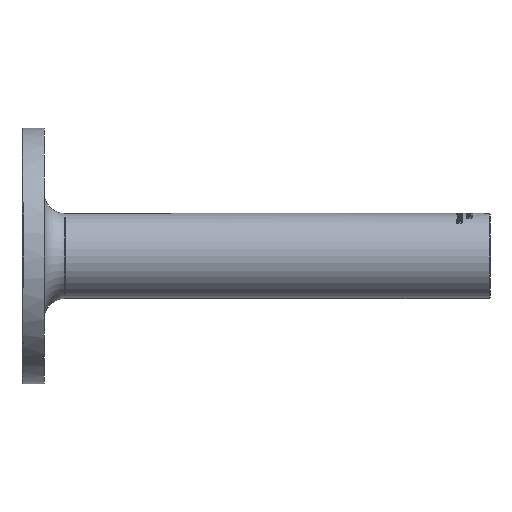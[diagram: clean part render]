
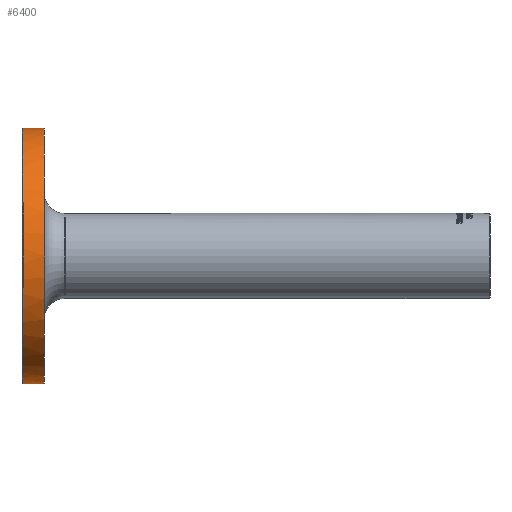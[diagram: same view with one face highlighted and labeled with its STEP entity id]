
A CAD part, front view. The second image highlights one B-rep face of the part: STEP entity #6400.
In plain terms, the highlighted cylindrical face has radius 19.05 mm (diameter 38.1 mm), a full revolution.
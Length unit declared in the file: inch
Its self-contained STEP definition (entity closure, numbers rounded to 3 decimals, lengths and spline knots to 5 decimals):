
#108=FACE_BOUND('',#1178,.T.);
#776=FACE_OUTER_BOUND('',#1177,.T.);
#1177=EDGE_LOOP('',(#5959,#5960));
#1178=EDGE_LOOP('',(#5961));
#1335=CIRCLE('',#6791,0.75);
#1336=CIRCLE('',#6793,0.75);
#2502=B_SPLINE_CURVE_WITH_KNOTS('',3,(#15315,#15316,#15317,#15318,#15319,
#15320,#15321,#15322,#15323,#15324,#15325,#15326,#15327,#15328,#15329,#15330,
#15331,#15332,#15333,#15334,#15335,#15336,#15337,#15338,#15339,#15340,#15341,
#15342,#15343,#15344,#15345,#15346,#15347,#15348,#15349,#15350,#15351,#15352,
#15353,#15354,#15355,#15356,#15357,#15358,#15359,#15360,#15361,#15362,#15363,
#15364,#15365,#15366,#15367,#15368,#15369,#15370,#15371,#15372,#15373,#15374,
#15375,#15376,#15377,#15378,#15379,#15380,#15381,#15382,#15383,#15384),
 .UNSPECIFIED.,.F.,.F.,(4,3,3,3,3,3,3,3,3,3,3,3,3,3,3,3,3,3,3,3,3,3,3,4),
(0.,0.47457,0.7461,0.94863,1.50018,
1.89778,2.12547,2.25625,2.84692,3.01988,
3.77338,3.79549,4.51855,4.74416,4.79666,
5.25587,5.69316,5.98475,6.64182,6.70338,
7.4078,7.58986,7.84501,8.23157),
 .UNSPECIFIED.);
#3134=VERTEX_POINT('',#14003);
#3135=VERTEX_POINT('',#15313);
#3136=VERTEX_POINT('',#15314);
#4076=EDGE_CURVE('',#3134,#3134,#1335,.T.);
#4077=EDGE_CURVE('',#3135,#3136,#2502,.T.);
#4083=EDGE_CURVE('',#3136,#3135,#1336,.T.);
#5959=ORIENTED_EDGE('',*,*,#4077,.T.);
#5960=ORIENTED_EDGE('',*,*,#4083,.T.);
#5961=ORIENTED_EDGE('',*,*,#4076,.F.);
#6013=CYLINDRICAL_SURFACE('',#6792,0.75);
#6400=ADVANCED_FACE('',(#776,#108),#6013,.T.);
#6791=AXIS2_PLACEMENT_3D('',#14004,#7988,#7989);
#6792=AXIS2_PLACEMENT_3D('',#16331,#7990,#7991);
#6793=AXIS2_PLACEMENT_3D('',#16332,#7992,#7993);
#7988=DIRECTION('center_axis',(1.,0.,0.));
#7989=DIRECTION('ref_axis',(0.,1.,0.));
#7990=DIRECTION('center_axis',(1.,0.,0.));
#7991=DIRECTION('ref_axis',(0.,1.,0.));
#7992=DIRECTION('center_axis',(1.,0.,0.));
#7993=DIRECTION('ref_axis',(0.,1.,0.));
#14003=CARTESIAN_POINT('',(0.13,0.75,0.));
#14004=CARTESIAN_POINT('Origin',(0.13,0.,0.));
#15313=CARTESIAN_POINT('',(0.,0.46762,0.58637));
#15314=CARTESIAN_POINT('',(0.,0.3554,-0.66045));
#15315=CARTESIAN_POINT('Ctrl Pts',(0.,0.46762,
0.58637));
#15316=CARTESIAN_POINT('Ctrl Pts',(0.00062,0.41893,
0.6252));
#15317=CARTESIAN_POINT('Ctrl Pts',(0.00114,0.36569,
0.65769));
#15318=CARTESIAN_POINT('Ctrl Pts',(0.0016,0.30921,
0.68327));
#15319=CARTESIAN_POINT('Ctrl Pts',(0.00186,0.27689,
0.6979));
#15320=CARTESIAN_POINT('Ctrl Pts',(0.0021,0.2435,
0.71027));
#15321=CARTESIAN_POINT('Ctrl Pts',(0.00233,0.20928,
0.72024));
#15322=CARTESIAN_POINT('Ctrl Pts',(0.0025,0.18376,
0.72767));
#15323=CARTESIAN_POINT('Ctrl Pts',(0.00266,0.15791,
0.73373));
#15324=CARTESIAN_POINT('Ctrl Pts',(0.00282,0.13185,
0.73837));
#15325=CARTESIAN_POINT('Ctrl Pts',(0.00324,0.06087,
0.75102));
#15326=CARTESIAN_POINT('Ctrl Pts',(0.0036,-0.01172,
0.75328));
#15327=CARTESIAN_POINT('Ctrl Pts',(0.00391,-0.08366,
0.74525));
#15328=CARTESIAN_POINT('Ctrl Pts',(0.00414,-0.13553,
0.73946));
#15329=CARTESIAN_POINT('Ctrl Pts',(0.00435,-0.18652,
0.72836));
#15330=CARTESIAN_POINT('Ctrl Pts',(0.00453,-0.23579,
0.71204));
#15331=CARTESIAN_POINT('Ctrl Pts',(0.00464,-0.26401,
0.7027));
#15332=CARTESIAN_POINT('Ctrl Pts',(0.00474,-0.29167,
0.69164));
#15333=CARTESIAN_POINT('Ctrl Pts',(0.00483,-0.31863,
0.67896));
#15334=CARTESIAN_POINT('Ctrl Pts',(0.00488,-0.33411,
0.67167));
#15335=CARTESIAN_POINT('Ctrl Pts',(0.00494,-0.34937,
0.66384));
#15336=CARTESIAN_POINT('Ctrl Pts',(0.00498,-0.36437,
0.65549));
#15337=CARTESIAN_POINT('Ctrl Pts',(0.00521,-0.43211,
0.61778));
#15338=CARTESIAN_POINT('Ctrl Pts',(0.00539,-0.49361,
0.57001));
#15339=CARTESIAN_POINT('Ctrl Pts',(0.00554,-0.5465,
0.51374));
#15340=CARTESIAN_POINT('Ctrl Pts',(0.00558,-0.56199,
0.49726));
#15341=CARTESIAN_POINT('Ctrl Pts',(0.00562,-0.57674,
0.48005));
#15342=CARTESIAN_POINT('Ctrl Pts',(0.00566,-0.59071,
0.46216));
#15343=CARTESIAN_POINT('Ctrl Pts',(0.00582,-0.65156,
0.38423));
#15344=CARTESIAN_POINT('Ctrl Pts',(0.00592,-0.69661,
0.29507));
#15345=CARTESIAN_POINT('Ctrl Pts',(0.00597,-0.72297,
0.19979));
#15346=CARTESIAN_POINT('Ctrl Pts',(0.00597,-0.72374,
0.197));
#15347=CARTESIAN_POINT('Ctrl Pts',(0.00597,-0.7245,
0.1942));
#15348=CARTESIAN_POINT('Ctrl Pts',(0.00597,-0.72524,
0.19139));
#15349=CARTESIAN_POINT('Ctrl Pts',(0.00602,-0.74943,
0.09972));
#15350=CARTESIAN_POINT('Ctrl Pts',(0.00602,-0.75587,
0.00418));
#15351=CARTESIAN_POINT('Ctrl Pts',(0.00596,-0.74458,
-0.09004));
#15352=CARTESIAN_POINT('Ctrl Pts',(0.00594,-0.74105,
-0.11943));
#15353=CARTESIAN_POINT('Ctrl Pts',(0.00592,-0.7358,
-0.14854));
#15354=CARTESIAN_POINT('Ctrl Pts',(0.00589,-0.72884,
-0.17718));
#15355=CARTESIAN_POINT('Ctrl Pts',(0.00589,-0.72722,
-0.18385));
#15356=CARTESIAN_POINT('Ctrl Pts',(0.00588,-0.7255,
-0.19049));
#15357=CARTESIAN_POINT('Ctrl Pts',(0.00587,-0.7237,
-0.19711));
#15358=CARTESIAN_POINT('Ctrl Pts',(0.00581,-0.70791,
-0.25498));
#15359=CARTESIAN_POINT('Ctrl Pts',(0.00573,-0.68512,
-0.31087));
#15360=CARTESIAN_POINT('Ctrl Pts',(0.00563,-0.6559,
-0.36359));
#15361=CARTESIAN_POINT('Ctrl Pts',(0.00553,-0.62808,
-0.4138));
#15362=CARTESIAN_POINT('Ctrl Pts',(0.00541,-0.59474,
-0.46059));
#15363=CARTESIAN_POINT('Ctrl Pts',(0.00527,-0.55643,
-0.50296));
#15364=CARTESIAN_POINT('Ctrl Pts',(0.00518,-0.53089,
-0.53122));
#15365=CARTESIAN_POINT('Ctrl Pts',(0.00508,-0.50313,
-0.55751));
#15366=CARTESIAN_POINT('Ctrl Pts',(0.00497,-0.47343,
-0.58164));
#15367=CARTESIAN_POINT('Ctrl Pts',(0.00472,-0.4065,
-0.63602));
#15368=CARTESIAN_POINT('Ctrl Pts',(0.00442,-0.33084,
-0.67863));
#15369=CARTESIAN_POINT('Ctrl Pts',(0.00406,-0.24966,
-0.70728));
#15370=CARTESIAN_POINT('Ctrl Pts',(0.00402,-0.24206,
-0.70997));
#15371=CARTESIAN_POINT('Ctrl Pts',(0.00399,-0.2344,
-0.71253));
#15372=CARTESIAN_POINT('Ctrl Pts',(0.00395,-0.2267,
-0.71497));
#15373=CARTESIAN_POINT('Ctrl Pts',(0.00355,-0.13859,
-0.74285));
#15374=CARTESIAN_POINT('Ctrl Pts',(0.00309,-0.04601,
-0.75418));
#15375=CARTESIAN_POINT('Ctrl Pts',(0.00252,0.04626,
-0.74858));
#15376=CARTESIAN_POINT('Ctrl Pts',(0.00237,0.0701,
-0.74713));
#15377=CARTESIAN_POINT('Ctrl Pts',(0.00222,0.09384,
-0.74455));
#15378=CARTESIAN_POINT('Ctrl Pts',(0.00206,0.1174,
-0.74081));
#15379=CARTESIAN_POINT('Ctrl Pts',(0.00183,0.15041,
-0.73558));
#15380=CARTESIAN_POINT('Ctrl Pts',(0.00159,0.18305,
-0.72811));
#15381=CARTESIAN_POINT('Ctrl Pts',(0.00133,0.21512,
-0.71847));
#15382=CARTESIAN_POINT('Ctrl Pts',(0.00094,0.2637,
-0.70387));
#15383=CARTESIAN_POINT('Ctrl Pts',(0.0005,0.3107,
-0.68441));
#15384=CARTESIAN_POINT('Ctrl Pts',(0.,0.3554,
-0.66041));
#16331=CARTESIAN_POINT('Origin',(0.065,0.,0.));
#16332=CARTESIAN_POINT('Origin',(0.,0.,0.));
